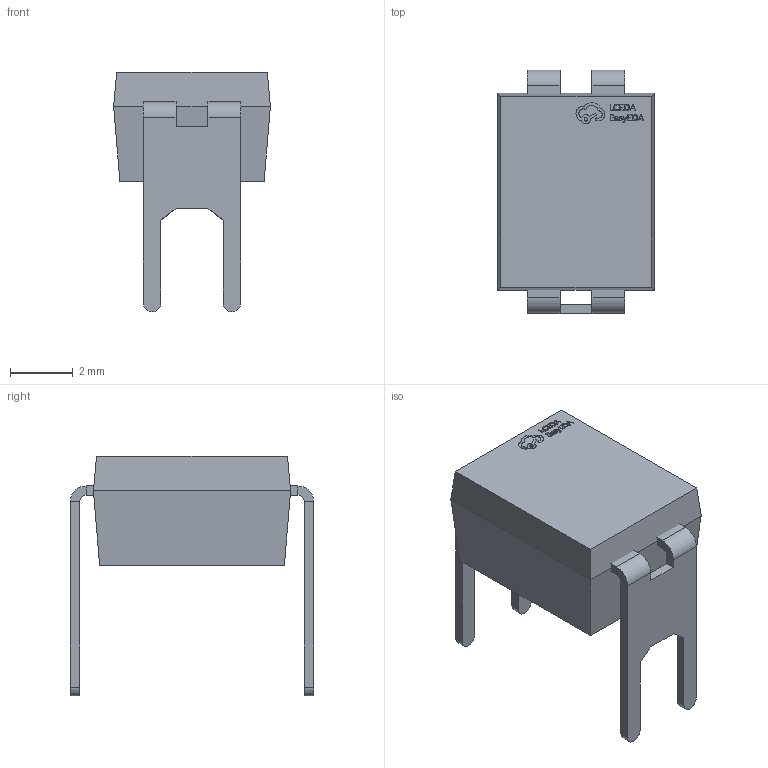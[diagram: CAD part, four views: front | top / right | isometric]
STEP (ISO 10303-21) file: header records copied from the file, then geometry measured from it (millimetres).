
FILE_DESCRIPTION (( 'STEP AP214' ), '1' );
FILE_NAME ('HVMDIP-4_L4.9-W6.2-H4.3-P2.54-LS7.7-BL.step', '2022-06-21T14:19:03', ( '' ), ( '' ), 'SwSTEP 2.0', 'SolidWorks 2020', '' );
FILE_SCHEMA (( 'AUTOMOTIVE_DESIGN' ));
Length unit declared in the file: millimetre
Products named in the file (1): HVMDIP-4_L4.9-W6.2-H4.3-P2.54-LS7.7-BL
Bounding box: 5 x 7.75 x 7.65 mm (x, y, z)
Volume: 114.1 mm3; surface area: 236.3 mm2
Topology: 2 solids, 2 shells, 347 faces, 915 edges, 598 vertices
Faces by surface type: plane 221, bspline 112, cylinder 14
Entity records: 15465 total; most frequent: CARTESIAN_POINT 3965, ORIENTED_EDGE 1830, DIRECTION 1187, EDGE_CURVE 915, LINE 659, VECTOR 659, VERTEX_POINT 598, EDGE_LOOP 373
